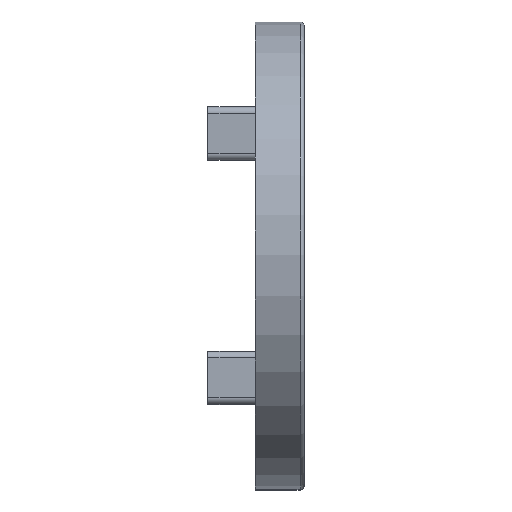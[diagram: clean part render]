
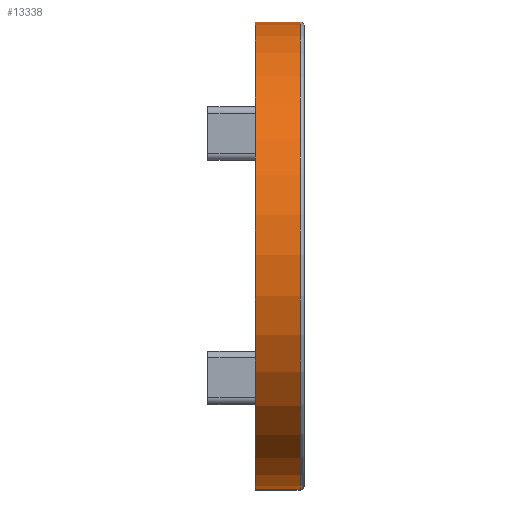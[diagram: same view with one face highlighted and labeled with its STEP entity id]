
A CAD part, top view. The second image highlights one B-rep face of the part: STEP entity #13338.
In plain terms, the highlighted cylindrical face has radius 17.25 mm (diameter 34.5 mm), a partial arc.
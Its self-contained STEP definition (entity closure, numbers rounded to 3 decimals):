
#520 = CARTESIAN_POINT ( 'NONE',  ( 3.3, 0., 20.25 ) ) ;
#1150 = CARTESIAN_POINT ( 'NONE',  ( 3.3, -17.25, 20.25 ) ) ;
#1686 = FACE_OUTER_BOUND ( 'NONE', #15833, .T. ) ;
#2359 = EDGE_CURVE ( 'NONE', #7231, #22081, #9660, .T. ) ;
#2363 = DIRECTION ( 'NONE',  ( -1., 0., 0. ) ) ;
#2427 = CARTESIAN_POINT ( 'NONE',  ( 0., 0., 20.25 ) ) ;
#3587 = ORIENTED_EDGE ( 'NONE', *, *, #13565, .T. ) ;
#3665 = VERTEX_POINT ( 'NONE', #1150 ) ;
#3817 = DIRECTION ( 'NONE',  ( -1., 0., 0. ) ) ;
#5929 = DIRECTION ( 'NONE',  ( -1., 0., 0. ) ) ;
#6701 = AXIS2_PLACEMENT_3D ( 'NONE', #18558, #22091, #16703 ) ;
#6940 = VECTOR ( 'NONE', #2363, 1000. ) ;
#7231 = VERTEX_POINT ( 'NONE', #13097 ) ;
#7552 = CARTESIAN_POINT ( 'NONE',  ( 0., 17.25, 20.25 ) ) ;
#7611 = DIRECTION ( 'NONE',  ( 1., 0., 0. ) ) ;
#7960 = AXIS2_PLACEMENT_3D ( 'NONE', #2427, #7611, #21148 ) ;
#8813 = LINE ( 'NONE', #12761, #6940 ) ;
#9660 = LINE ( 'NONE', #14485, #20100 ) ;
#10959 = ORIENTED_EDGE ( 'NONE', *, *, #2359, .T. ) ;
#11301 = ORIENTED_EDGE ( 'NONE', *, *, #11716, .T. ) ;
#11338 = CIRCLE ( 'NONE', #7960, 17.25 ) ;
#11716 = EDGE_CURVE ( 'NONE', #22081, #22234, #11338, .T. ) ;
#12498 = DIRECTION ( 'NONE',  ( 0., 0., -1. ) ) ;
#12761 = CARTESIAN_POINT ( 'NONE',  ( 3.6, -17.25, 20.25 ) ) ;
#13097 = CARTESIAN_POINT ( 'NONE',  ( 3.3, 17.25, 20.25 ) ) ;
#13338 = ADVANCED_FACE ( 'NONE', ( #1686 ), #13426, .T. ) ;
#13426 = CYLINDRICAL_SURFACE ( 'NONE', #6701, 17.25 ) ;
#13565 = EDGE_CURVE ( 'NONE', #3665, #7231, #18800, .T. ) ;
#14370 = EDGE_CURVE ( 'NONE', #3665, #22234, #8813, .T. ) ;
#14485 = CARTESIAN_POINT ( 'NONE',  ( 3.6, 17.25, 20.25 ) ) ;
#14674 = AXIS2_PLACEMENT_3D ( 'NONE', #520, #3817, #12498 ) ;
#15700 = CARTESIAN_POINT ( 'NONE',  ( 0., -17.25, 20.25 ) ) ;
#15833 = EDGE_LOOP ( 'NONE', ( #20276, #3587, #10959, #11301 ) ) ;
#16703 = DIRECTION ( 'NONE',  ( 0., 0., 1. ) ) ;
#18558 = CARTESIAN_POINT ( 'NONE',  ( 3.6, 0., 20.25 ) ) ;
#18800 = CIRCLE ( 'NONE', #14674, 17.25 ) ;
#20100 = VECTOR ( 'NONE', #5929, 1000. ) ;
#20276 = ORIENTED_EDGE ( 'NONE', *, *, #14370, .F. ) ;
#21148 = DIRECTION ( 'NONE',  ( 0., 0., -1. ) ) ;
#22081 = VERTEX_POINT ( 'NONE', #7552 ) ;
#22091 = DIRECTION ( 'NONE',  ( -1., 0., 0. ) ) ;
#22234 = VERTEX_POINT ( 'NONE', #15700 ) ;
